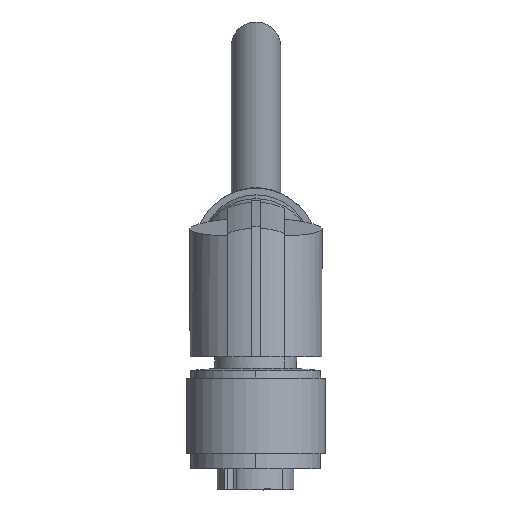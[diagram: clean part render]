
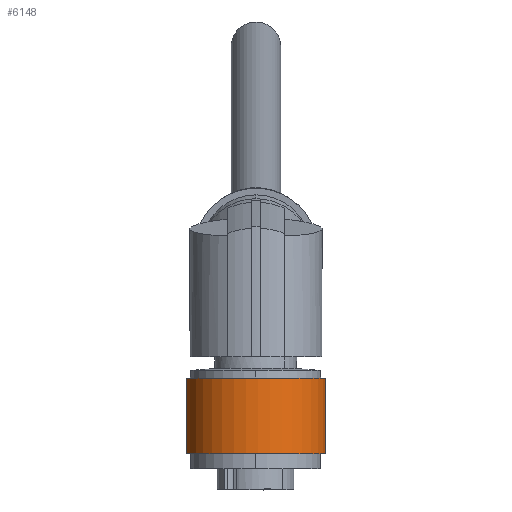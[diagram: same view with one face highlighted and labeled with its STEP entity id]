
A CAD part, front view. The second image highlights one B-rep face of the part: STEP entity #6148.
In plain terms, the highlighted cylindrical face has radius 7.5 mm (diameter 15 mm), a partial arc.
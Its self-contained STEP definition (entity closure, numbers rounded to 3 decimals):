
#355 = CARTESIAN_POINT ( 'NONE',  ( 20.044, 24.82, 26.067 ) ) ;
#970 = VERTEX_POINT ( 'NONE', #1850 ) ;
#1185 = CARTESIAN_POINT ( 'NONE',  ( 24.085, 31.138, 26.067 ) ) ;
#1850 = CARTESIAN_POINT ( 'NONE',  ( 30.217, 35.457, 34.067 ) ) ;
#1881 = ORIENTED_EDGE ( 'NONE', *, *, #6613, .T. ) ;
#1963 = VERTEX_POINT ( 'NONE', #6767 ) ;
#2245 = CYLINDRICAL_SURFACE ( 'NONE', #9303, 7.5 ) ;
#2494 = ORIENTED_EDGE ( 'NONE', *, *, #7689, .F. ) ;
#3140 = VECTOR ( 'NONE', #8621, 1000. ) ;
#3468 = ORIENTED_EDGE ( 'NONE', *, *, #9632, .T. ) ;
#3494 = DIRECTION ( 'NONE',  ( 0.713, 0.701, 0. ) ) ;
#4403 = LINE ( 'NONE', #7859, #3140 ) ;
#4606 = DIRECTION ( 'NONE',  ( 0., 0., -1. ) ) ;
#4661 = DIRECTION ( 'NONE',  ( 0., 0., 1. ) ) ;
#4864 = CARTESIAN_POINT ( 'NONE',  ( 30.217, 35.457, 26.067 ) ) ;
#4901 = AXIS2_PLACEMENT_3D ( 'NONE', #1185, #7632, #8742 ) ;
#5154 = AXIS2_PLACEMENT_3D ( 'NONE', #12821, #9711, #5558 ) ;
#5558 = DIRECTION ( 'NONE',  ( 0.713, 0.701, 0. ) ) ;
#6037 = CIRCLE ( 'NONE', #5154, 7.5 ) ;
#6148 = ADVANCED_FACE ( 'NONE', ( #11733 ), #2245, .T. ) ;
#6573 = VERTEX_POINT ( 'NONE', #355 ) ;
#6586 = ORIENTED_EDGE ( 'NONE', *, *, #8122, .F. ) ;
#6613 = EDGE_CURVE ( 'NONE', #12645, #970, #11227, .T. ) ;
#6767 = CARTESIAN_POINT ( 'NONE',  ( 20.044, 24.82, 34.067 ) ) ;
#7361 = CARTESIAN_POINT ( 'NONE',  ( 30.217, 35.457, 26.067 ) ) ;
#7632 = DIRECTION ( 'NONE',  ( 0., 0., -1. ) ) ;
#7689 = EDGE_CURVE ( 'NONE', #12645, #6573, #8655, .T. ) ;
#7859 = CARTESIAN_POINT ( 'NONE',  ( 20.044, 24.82, 26.067 ) ) ;
#8122 = EDGE_CURVE ( 'NONE', #6573, #1963, #4403, .T. ) ;
#8615 = CARTESIAN_POINT ( 'NONE',  ( 24.085, 31.138, 26.067 ) ) ;
#8621 = DIRECTION ( 'NONE',  ( 0., 0., 1. ) ) ;
#8655 = CIRCLE ( 'NONE', #4901, 7.5 ) ;
#8742 = DIRECTION ( 'NONE',  ( 0.713, 0.701, 0. ) ) ;
#9303 = AXIS2_PLACEMENT_3D ( 'NONE', #8615, #4606, #3494 ) ;
#9632 = EDGE_CURVE ( 'NONE', #970, #1963, #6037, .T. ) ;
#9711 = DIRECTION ( 'NONE',  ( 0., 0., -1. ) ) ;
#11118 = EDGE_LOOP ( 'NONE', ( #1881, #3468, #6586, #2494 ) ) ;
#11227 = LINE ( 'NONE', #4864, #12372 ) ;
#11733 = FACE_OUTER_BOUND ( 'NONE', #11118, .T. ) ;
#12372 = VECTOR ( 'NONE', #4661, 1000. ) ;
#12645 = VERTEX_POINT ( 'NONE', #7361 ) ;
#12821 = CARTESIAN_POINT ( 'NONE',  ( 24.085, 31.138, 34.067 ) ) ;
